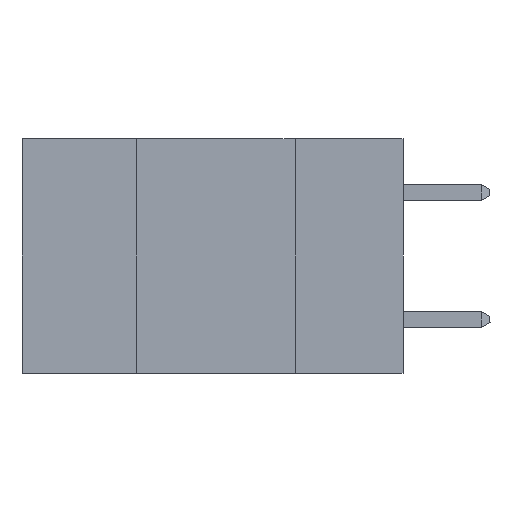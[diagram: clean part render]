
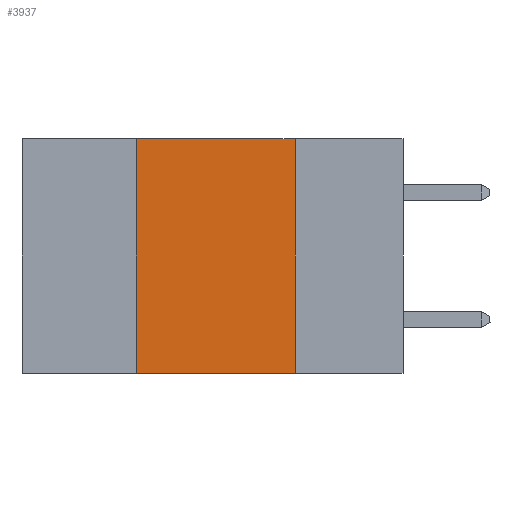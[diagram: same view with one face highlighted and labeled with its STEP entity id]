
A CAD part, left-side view. The second image highlights one B-rep face of the part: STEP entity #3937.
In plain terms, the highlighted planar face has unit normal (-1, 0, 0).
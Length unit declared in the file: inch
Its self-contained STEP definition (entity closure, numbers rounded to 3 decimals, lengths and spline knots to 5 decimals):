
#353 = CARTESIAN_POINT ( 'NONE',  ( 0., 0.42, -0.37 ) ) ;
#1664 = CARTESIAN_POINT ( 'NONE',  ( 0., 0.42, 0. ) ) ;
#1982 = EDGE_LOOP ( 'NONE', ( #24786, #19224, #19499, #5623 ) ) ;
#2525 = CARTESIAN_POINT ( 'NONE',  ( 0., 0.6, 0. ) ) ;
#2566 = VERTEX_POINT ( 'NONE', #27494 ) ;
#3664 = VERTEX_POINT ( 'NONE', #353 ) ;
#3937 = ADVANCED_FACE ( 'NONE', ( #25525 ), #5679, .F. ) ;
#5559 = EDGE_CURVE ( 'NONE', #3664, #2566, #11802, .T. ) ;
#5623 = ORIENTED_EDGE ( 'NONE', *, *, #5559, .T. ) ;
#5679 = PLANE ( 'NONE',  #9695 ) ;
#6350 = CARTESIAN_POINT ( 'NONE',  ( 0., 0.42, 0. ) ) ;
#8062 = LINE ( 'NONE', #28087, #24299 ) ;
#9695 = AXIS2_PLACEMENT_3D ( 'NONE', #9839, #10122, #25888 ) ;
#9839 = CARTESIAN_POINT ( 'NONE',  ( 0., 0.6, 0. ) ) ;
#10122 = DIRECTION ( 'NONE',  ( 1., 0., 0. ) ) ;
#11802 = LINE ( 'NONE', #16657, #24093 ) ;
#12632 = EDGE_CURVE ( 'NONE', #14258, #16663, #20735, .T. ) ;
#14258 = VERTEX_POINT ( 'NONE', #1664 ) ;
#16118 = VECTOR ( 'NONE', #19467, 39.37008 ) ;
#16152 = VECTOR ( 'NONE', #18347, 39.37008 ) ;
#16657 = CARTESIAN_POINT ( 'NONE',  ( 0., 0.6, -0.37 ) ) ;
#16663 = VERTEX_POINT ( 'NONE', #18992 ) ;
#16698 = DIRECTION ( 'NONE',  ( 0., 0., -1. ) ) ;
#18347 = DIRECTION ( 'NONE',  ( 0., -1., 0. ) ) ;
#18992 = CARTESIAN_POINT ( 'NONE',  ( 0., 0.17, 0. ) ) ;
#19224 = ORIENTED_EDGE ( 'NONE', *, *, #12632, .F. ) ;
#19467 = DIRECTION ( 'NONE',  ( 0., 0., 1. ) ) ;
#19499 = ORIENTED_EDGE ( 'NONE', *, *, #29174, .F. ) ;
#20735 = LINE ( 'NONE', #2525, #16152 ) ;
#24093 = VECTOR ( 'NONE', #27968, 39.37008 ) ;
#24299 = VECTOR ( 'NONE', #16698, 39.37008 ) ;
#24786 = ORIENTED_EDGE ( 'NONE', *, *, #27706, .F. ) ;
#25525 = FACE_OUTER_BOUND ( 'NONE', #1982, .T. ) ;
#25888 = DIRECTION ( 'NONE',  ( 0., 0., -1. ) ) ;
#27379 = LINE ( 'NONE', #6350, #16118 ) ;
#27494 = CARTESIAN_POINT ( 'NONE',  ( 0., 0.17, -0.37 ) ) ;
#27706 = EDGE_CURVE ( 'NONE', #16663, #2566, #8062, .T. ) ;
#27968 = DIRECTION ( 'NONE',  ( 0., -1., 0. ) ) ;
#28087 = CARTESIAN_POINT ( 'NONE',  ( 0., 0.17, 0. ) ) ;
#29174 = EDGE_CURVE ( 'NONE', #3664, #14258, #27379, .T. ) ;
